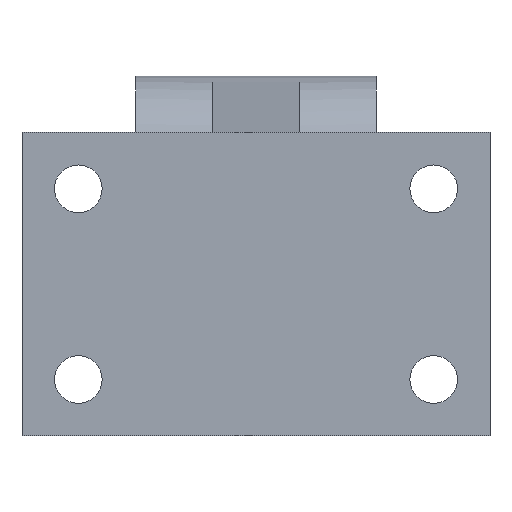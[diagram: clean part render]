
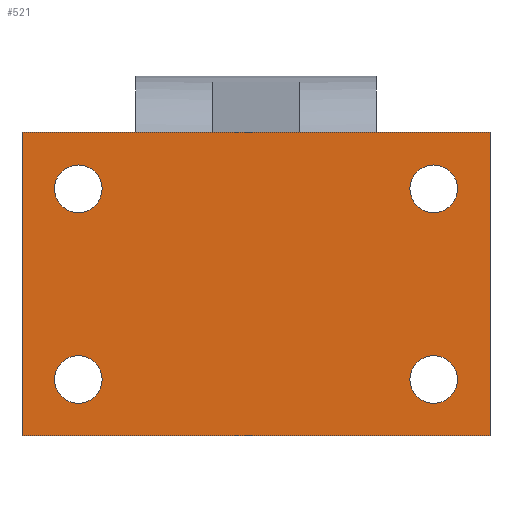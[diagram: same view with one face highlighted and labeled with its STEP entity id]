
A CAD part, front view. The second image highlights one B-rep face of the part: STEP entity #521.
In plain terms, the highlighted planar face has unit normal (0, -1, 0).
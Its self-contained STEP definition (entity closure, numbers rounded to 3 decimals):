
#28=PLANE('',#573);
#53=LINE('',#831,#87);
#55=LINE('',#843,#89);
#56=LINE('',#845,#90);
#57=LINE('',#847,#91);
#87=VECTOR('',#661,1000.);
#89=VECTOR('',#673,1000.);
#90=VECTOR('',#674,1000.);
#91=VECTOR('',#675,1000.);
#132=ORIENTED_EDGE('',*,*,#261,.T.);
#133=ORIENTED_EDGE('',*,*,#262,.T.);
#134=ORIENTED_EDGE('',*,*,#263,.T.);
#135=ORIENTED_EDGE('',*,*,#264,.T.);
#136=ORIENTED_EDGE('',*,*,#265,.T.);
#137=ORIENTED_EDGE('',*,*,#266,.F.);
#138=ORIENTED_EDGE('',*,*,#267,.F.);
#139=ORIENTED_EDGE('',*,*,#259,.T.);
#259=EDGE_CURVE('',#323,#322,#53,.T.);
#261=EDGE_CURVE('',#324,#324,#364,.T.);
#262=EDGE_CURVE('',#325,#325,#365,.T.);
#263=EDGE_CURVE('',#326,#326,#366,.T.);
#264=EDGE_CURVE('',#327,#327,#367,.T.);
#265=EDGE_CURVE('',#322,#328,#55,.T.);
#266=EDGE_CURVE('',#329,#328,#56,.T.);
#267=EDGE_CURVE('',#323,#329,#57,.T.);
#322=VERTEX_POINT('',#830);
#323=VERTEX_POINT('',#832);
#324=VERTEX_POINT('',#836);
#325=VERTEX_POINT('',#838);
#326=VERTEX_POINT('',#840);
#327=VERTEX_POINT('',#842);
#328=VERTEX_POINT('',#844);
#329=VERTEX_POINT('',#846);
#364=CIRCLE('',#574,2.75);
#365=CIRCLE('',#575,2.75);
#366=CIRCLE('',#576,2.75);
#367=CIRCLE('',#577,2.75);
#396=EDGE_LOOP('',(#132));
#397=EDGE_LOOP('',(#133));
#398=EDGE_LOOP('',(#134));
#399=EDGE_LOOP('',(#135));
#400=EDGE_LOOP('',(#136,#137,#138,#139));
#454=FACE_BOUND('',#396,.T.);
#455=FACE_BOUND('',#397,.T.);
#456=FACE_BOUND('',#398,.T.);
#457=FACE_BOUND('',#399,.T.);
#458=FACE_BOUND('',#400,.T.);
#521=ADVANCED_FACE('',(#454,#455,#456,#457,#458),#28,.F.);
#573=AXIS2_PLACEMENT_3D('',#834,#663,#664);
#574=AXIS2_PLACEMENT_3D('',#835,#665,#666);
#575=AXIS2_PLACEMENT_3D('',#837,#667,#668);
#576=AXIS2_PLACEMENT_3D('',#839,#669,#670);
#577=AXIS2_PLACEMENT_3D('',#841,#671,#672);
#661=DIRECTION('',(-1.,0.,0.));
#663=DIRECTION('',(0.,1.,0.));
#664=DIRECTION('',(0.,0.,1.));
#665=DIRECTION('',(0.,1.,0.));
#666=DIRECTION('',(0.,0.,1.));
#667=DIRECTION('',(0.,1.,0.));
#668=DIRECTION('',(0.,0.,1.));
#669=DIRECTION('',(0.,1.,0.));
#670=DIRECTION('',(0.,0.,1.));
#671=DIRECTION('',(0.,1.,0.));
#672=DIRECTION('',(0.,0.,1.));
#673=DIRECTION('',(0.,0.,-1.));
#674=DIRECTION('',(-1.,0.,0.));
#675=DIRECTION('',(0.,0.,-1.));
#830=CARTESIAN_POINT('',(-27.,0.,17.5));
#831=CARTESIAN_POINT('',(27.,0.,17.5));
#832=CARTESIAN_POINT('',(27.,0.,17.5));
#834=CARTESIAN_POINT('',(27.,0.,17.5));
#835=CARTESIAN_POINT('',(20.5,0.,-11.));
#836=CARTESIAN_POINT('',(20.5,0.,-8.25));
#837=CARTESIAN_POINT('',(-20.5,0.,-11.));
#838=CARTESIAN_POINT('',(-20.5,0.,-8.25));
#839=CARTESIAN_POINT('',(20.5,0.,11.));
#840=CARTESIAN_POINT('',(20.5,0.,13.75));
#841=CARTESIAN_POINT('',(-20.5,0.,11.));
#842=CARTESIAN_POINT('',(-20.5,0.,13.75));
#843=CARTESIAN_POINT('',(-27.,0.,17.5));
#844=CARTESIAN_POINT('',(-27.,0.,-17.5));
#845=CARTESIAN_POINT('',(27.,0.,-17.5));
#846=CARTESIAN_POINT('',(27.,0.,-17.5));
#847=CARTESIAN_POINT('',(27.,0.,17.5));
